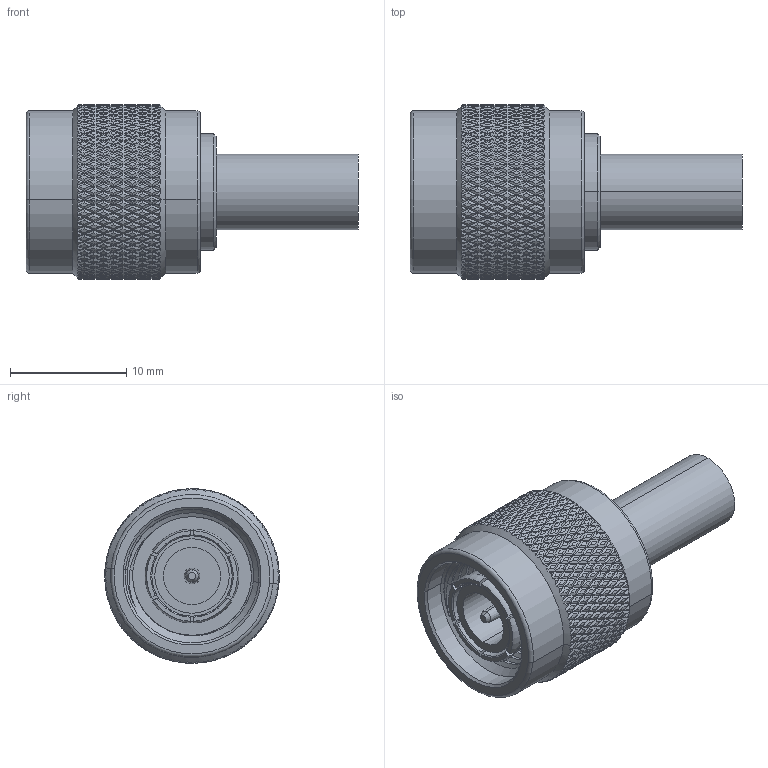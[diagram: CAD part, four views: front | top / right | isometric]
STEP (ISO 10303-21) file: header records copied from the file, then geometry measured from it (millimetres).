
FILE_DESCRIPTION (( 'STEP AP203' ), '1' );
FILE_NAME ('TMS11L195-A182 ASSY.SLDPRT.STEP', '2025-03-11T05:42:50', ( '' ), ( '' ), 'SwSTEP 2.0', 'SolidWorks 2022', '' );
FILE_SCHEMA (( 'CONFIG_CONTROL_DESIGN' ));
Length unit declared in the file: millimetre
Products named in the file (3): WK00001-009_默认; TMS11L195-A182 ASSY.SLDPRT; TMS11L195-A182_默认
Assembly tree (2 placements, depth 2):
  TMS11L195-A182 ASSY.SLDPRT
    TMS11L195-A182_默认
    WK00001-009_默认
Bounding box: 28.54 x 15 x 15 mm (x, y, z)
Volume: 2200.8 mm3; surface area: 2821.2 mm2
Topology: 2 solids, 2 shells, 2886 faces, 6181 edges, 3309 vertices
Faces by surface type: bspline 2163, cylinder 650, plane 38, cone 25, torus 10
Entity records: 119670 total; most frequent: CARTESIAN_POINT 82057, ORIENTED_EDGE 12362, EDGE_CURVE 6181, VERTEX_POINT 3309, EDGE_LOOP 2898, FACE_OUTER_BOUND 2886, ADVANCED_FACE 2886, B_SPLINE_CURVE_WITH_KNOTS 2555
